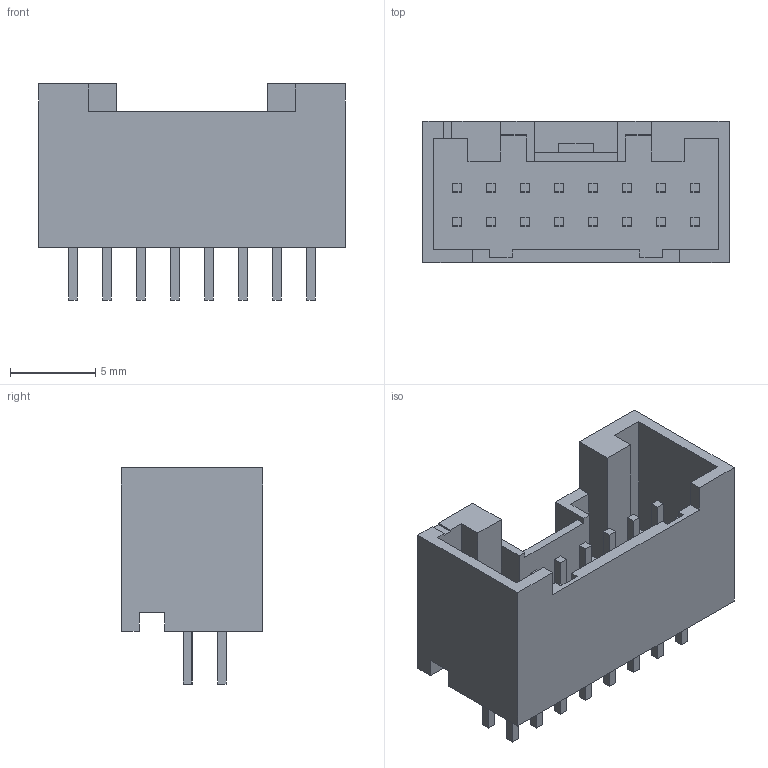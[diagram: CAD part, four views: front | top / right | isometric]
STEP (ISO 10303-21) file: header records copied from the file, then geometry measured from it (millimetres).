
FILE_DESCRIPTION(('FreeCAD Model'),'2;1');
FILE_NAME('JST_PUD_B16B-PUDSS_2x08x2.00mm_Straight.STEP','2016-03-19T21:20:20',( 'Author'),(''),'Open CASCADE STEP processor 6.8','FreeCAD','Unknown' );
FILE_SCHEMA(('AUTOMOTIVE_DESIGN_CC2 { 1 2 10303 214 -1 1 5 4 }'));
Length unit declared in the file: millimetre
Products named in the file (1): B16B-PUDSS
Bounding box: 18 x 8.3 x 12.7 mm (x, y, z)
Volume: 569.9 mm3; surface area: 1418.4 mm2
Topology: 1 solids, 1 shells, 215 faces, 540 edges, 360 vertices
Faces by surface type: plane 215
Entity records: 14832 total; most frequent: CARTESIAN_POINT 2196, DIRECTION 2052, LINE 1620, VECTOR 1620, ORIENTED_EDGE 1080, PCURVE 1080, DEFINITIONAL_REPRESENTATION 1080, EDGE_CURVE 540
